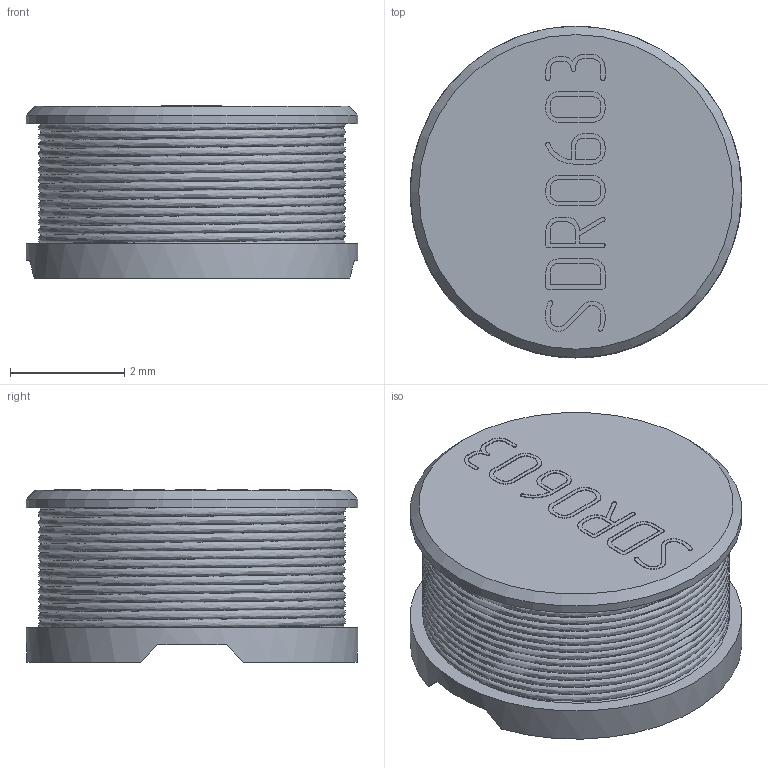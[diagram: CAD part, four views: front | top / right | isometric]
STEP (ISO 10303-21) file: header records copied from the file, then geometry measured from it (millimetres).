
FILE_DESCRIPTION(('STEP AP214'), '1');
FILE_NAME('SDR_inductor', '2019-03-02T22:18:12', ('Che'), (''), 'ASCON STEP Converter 1.3', 'ASCON Math Kernel', '');
FILE_SCHEMA(('AUTOMOTIVE_DESIGN { 1 0 10303 214 3 1 1}'));
Length unit declared in the file: millimetre
Bounding box: 5.8 x 5.8 x 3.01 mm (x, y, z)
Volume: 24.8 mm3; surface area: 226.4 mm2
Topology: 1 solids, 1 shells, 562 faces, 1636 edges, 1091 vertices
Faces by surface type: plane 450, cylinder 110, cone 1, bspline 1
Full cylindrical faces by diameter (mm): 5.8 x2
Entity records: 30955 total; most frequent: CARTESIAN_POINT 11346, ORIENTED_EDGE 3262, DIRECTION 2974, EDGE_CURVE 1631, LINE 1400, VECTOR 1400, VERTEX_POINT 1091, AXIS2_PLACEMENT_3D 787
